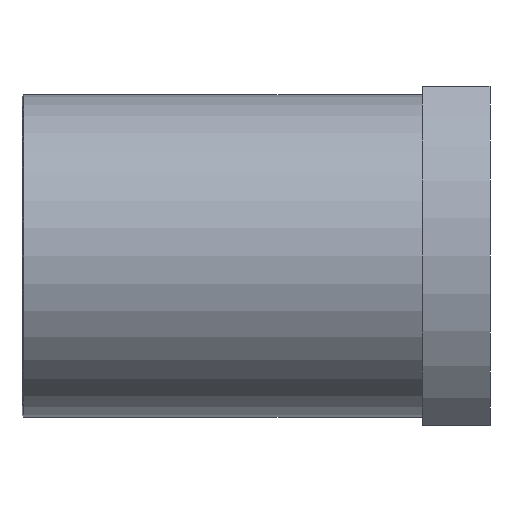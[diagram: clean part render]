
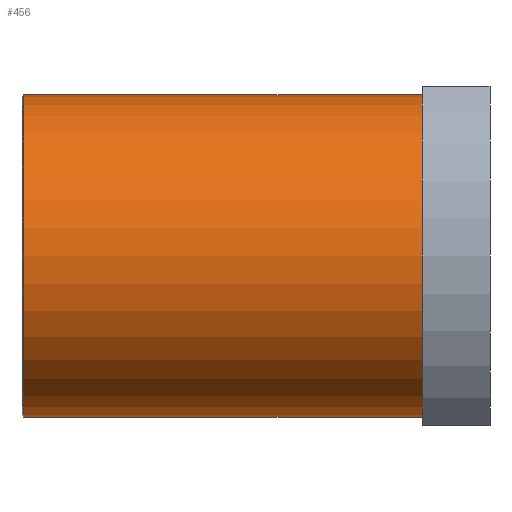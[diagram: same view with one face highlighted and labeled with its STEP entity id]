
A CAD part, front view. The second image highlights one B-rep face of the part: STEP entity #456.
In plain terms, the highlighted cylindrical face has radius 47.5 mm (diameter 95 mm), a partial arc.
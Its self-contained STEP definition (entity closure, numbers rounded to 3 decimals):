
#26 = DIRECTION ( 'NONE',  ( -1., 0., 0. ) ) ;
#81 = DIRECTION ( 'NONE',  ( -1., 0., 0. ) ) ;
#122 = ORIENTED_EDGE ( 'NONE', *, *, #713, .F. ) ;
#131 = LINE ( 'NONE', #300, #518 ) ;
#133 = CARTESIAN_POINT ( 'NONE',  ( -340.807, 0., 0. ) ) ;
#143 = CIRCLE ( 'NONE', #769, 47.5 ) ;
#145 = VECTOR ( 'NONE', #81, 1000. ) ;
#178 = AXIS2_PLACEMENT_3D ( 'NONE', #133, #813, #442 ) ;
#218 = FACE_OUTER_BOUND ( 'NONE', #1101, .T. ) ;
#229 = VERTEX_POINT ( 'NONE', #955 ) ;
#236 = DIRECTION ( 'NONE',  ( -1., 0., 0. ) ) ;
#237 = LINE ( 'NONE', #338, #145 ) ;
#300 = CARTESIAN_POINT ( 'NONE',  ( -340.807, 0., 47.5 ) ) ;
#308 = ORIENTED_EDGE ( 'NONE', *, *, #1084, .T. ) ;
#312 = DIRECTION ( 'NONE',  ( 1., 0., 0. ) ) ;
#322 = CARTESIAN_POINT ( 'NONE',  ( 81.441, 0., 47.5 ) ) ;
#338 = CARTESIAN_POINT ( 'NONE',  ( -340.807, 0., -47.5 ) ) ;
#368 = AXIS2_PLACEMENT_3D ( 'NONE', #993, #236, #833 ) ;
#442 = DIRECTION ( 'NONE',  ( 0., 0., 1. ) ) ;
#456 = ADVANCED_FACE ( 'NONE', ( #218 ), #894, .T. ) ;
#509 = ORIENTED_EDGE ( 'NONE', *, *, #568, .T. ) ;
#518 = VECTOR ( 'NONE', #26, 1000. ) ;
#536 = CARTESIAN_POINT ( 'NONE',  ( -36.059, 0., -47.5 ) ) ;
#546 = VERTEX_POINT ( 'NONE', #791 ) ;
#568 = EDGE_CURVE ( 'NONE', #744, #546, #131, .T. ) ;
#657 = EDGE_CURVE ( 'NONE', #546, #1019, #143, .T. ) ;
#713 = EDGE_CURVE ( 'NONE', #229, #1019, #237, .T. ) ;
#744 = VERTEX_POINT ( 'NONE', #322 ) ;
#750 = ORIENTED_EDGE ( 'NONE', *, *, #657, .T. ) ;
#769 = AXIS2_PLACEMENT_3D ( 'NONE', #971, #312, #979 ) ;
#791 = CARTESIAN_POINT ( 'NONE',  ( -36.059, 0., 47.5 ) ) ;
#808 = CIRCLE ( 'NONE', #368, 47.5 ) ;
#813 = DIRECTION ( 'NONE',  ( -1., 0., 0. ) ) ;
#833 = DIRECTION ( 'NONE',  ( 0., 0., 1. ) ) ;
#894 = CYLINDRICAL_SURFACE ( 'NONE', #178, 47.5 ) ;
#955 = CARTESIAN_POINT ( 'NONE',  ( 81.441, 0., -47.5 ) ) ;
#971 = CARTESIAN_POINT ( 'NONE',  ( -36.059, 0., 0. ) ) ;
#979 = DIRECTION ( 'NONE',  ( 0., 0., -1. ) ) ;
#993 = CARTESIAN_POINT ( 'NONE',  ( 81.441, 0., 0. ) ) ;
#1019 = VERTEX_POINT ( 'NONE', #536 ) ;
#1084 = EDGE_CURVE ( 'NONE', #229, #744, #808, .T. ) ;
#1101 = EDGE_LOOP ( 'NONE', ( #122, #308, #509, #750 ) ) ;
